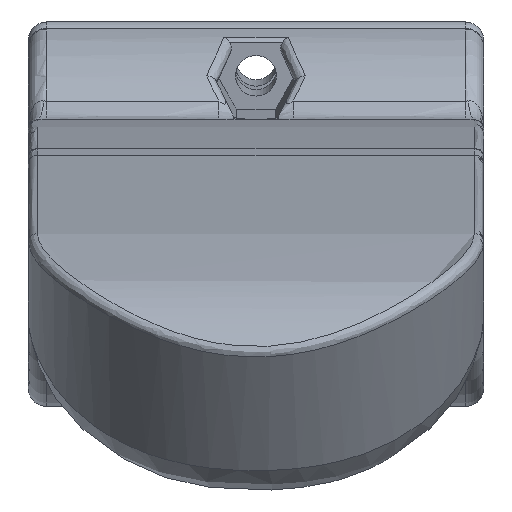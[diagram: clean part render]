
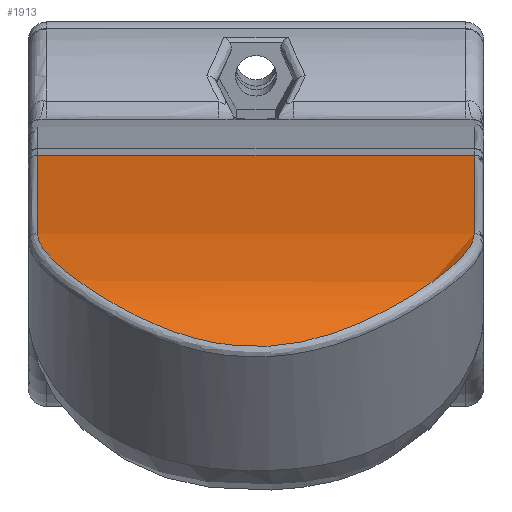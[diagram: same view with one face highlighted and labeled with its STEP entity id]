
A CAD part, top view. The second image highlights one B-rep face of the part: STEP entity #1913.
In plain terms, the highlighted free-form (B-spline) face has degree [5, 1] with [15, 2] control points.
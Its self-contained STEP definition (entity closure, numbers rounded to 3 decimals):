
#169=LINE('',#5269,#237);
#237=VECTOR('',#2434,10.);
#261=(
BOUNDED_SURFACE()
B_SPLINE_SURFACE(5,1,((#5239,#5240),(#5241,#5242),(#5243,#5244),(#5245,
#5246),(#5247,#5248),(#5249,#5250),(#5251,#5252),(#5253,#5254),(#5255,#5256),
(#5257,#5258),(#5259,#5260),(#5261,#5262),(#5263,#5264),(#5265,#5266),(#5267,
#5268)),.UNSPECIFIED.,.F.,.F.,.F.)
B_SPLINE_SURFACE_WITH_KNOTS((6,1,1,1,1,1,1,1,1,1,6),(2,2),(0.037,
0.1,0.2,0.3,0.4,0.5,0.6,0.7,0.8,0.9,1.),(0.,5.),.UNSPECIFIED.)
GEOMETRIC_REPRESENTATION_ITEM()
RATIONAL_B_SPLINE_SURFACE(((1.,1.),(1.,1.),(1.,1.),(1.,1.),(1.,1.),(1.,
1.),(1.,1.),(1.,1.),(1.,1.),(1.,1.),(1.,1.),(1.,1.),(1.,1.),(1.,1.),(1.,
1.)))
REPRESENTATION_ITEM('')
SURFACE()
);
#351=FACE_OUTER_BOUND('',#482,.T.);
#482=EDGE_LOOP('',(#1628,#1629,#1630,#1631));
#720=B_SPLINE_CURVE_WITH_KNOTS('',3,(#5089,#5090,#5091,#5092,#5093,#5094),
 .UNSPECIFIED.,.F.,.F.,(4,1,1,4),(0.,1.657,
2.761,3.866),.UNSPECIFIED.);
#721=B_SPLINE_CURVE_WITH_KNOTS('',3,(#5187,#5188,#5189,#5190,#5191,#5192,
#5193,#5194,#5195,#5196,#5197,#5198,#5199,#5200,#5201),.UNSPECIFIED.,.F.,
 .F.,(4,1,1,1,1,1,1,1,1,1,1,1,4),(-7.727,-7.175,-6.623,
-6.071,-5.519,-4.416,-4.048,
-3.312,-2.944,-2.208,-1.656,
-1.104,0.),.UNSPECIFIED.);
#722=B_SPLINE_CURVE_WITH_KNOTS('',3,(#5233,#5234,#5235,#5236,#5237,#5238),
 .UNSPECIFIED.,.F.,.F.,(4,1,1,4),(-3.866,-2.761,-1.657,
0.),.UNSPECIFIED.);
#864=VERTEX_POINT('',#4988);
#865=VERTEX_POINT('',#5046);
#866=VERTEX_POINT('',#5088);
#867=VERTEX_POINT('',#5186);
#1122=EDGE_CURVE('',#865,#866,#720,.T.);
#1124=EDGE_CURVE('',#866,#867,#721,.T.);
#1126=EDGE_CURVE('',#867,#864,#722,.T.);
#1127=EDGE_CURVE('',#864,#865,#169,.T.);
#1628=ORIENTED_EDGE('',*,*,#1126,.F.);
#1629=ORIENTED_EDGE('',*,*,#1124,.F.);
#1630=ORIENTED_EDGE('',*,*,#1122,.F.);
#1631=ORIENTED_EDGE('',*,*,#1127,.F.);
#1913=ADVANCED_FACE('',(#351),#261,.T.);
#2434=DIRECTION('',(1.,0.,0.));
#4988=CARTESIAN_POINT('',(1.,1.915,59.956));
#5046=CARTESIAN_POINT('',(49.,1.915,59.956));
#5088=CARTESIAN_POINT('',(49.,-6.747,97.683));
#5089=CARTESIAN_POINT('Ctrl Pts',(49.,1.915,59.956));
#5090=CARTESIAN_POINT('Ctrl Pts',(49.,0.766,65.36));
#5091=CARTESIAN_POINT('Ctrl Pts',(49.,-1.171,74.37));
#5092=CARTESIAN_POINT('Ctrl Pts',(49.,-4.124,86.925));
#5093=CARTESIAN_POINT('Ctrl Pts',(49.,-5.801,94.1));
#5094=CARTESIAN_POINT('Ctrl Pts',(49.,-6.747,97.683));
#5186=CARTESIAN_POINT('',(1.,-6.747,97.683));
#5187=CARTESIAN_POINT('Ctrl Pts',(49.,-6.747,97.683));
#5188=CARTESIAN_POINT('Ctrl Pts',(49.,-7.22,99.473));
#5189=CARTESIAN_POINT('Ctrl Pts',(48.655,-8.228,103.046));
#5190=CARTESIAN_POINT('Ctrl Pts',(47.032,-10.049,108.135));
#5191=CARTESIAN_POINT('Ctrl Pts',(44.245,-12.244,112.579));
#5192=CARTESIAN_POINT('Ctrl Pts',(39.093,-15.533,117.127));
#5193=CARTESIAN_POINT('Ctrl Pts',(32.918,-18.303,119.05));
#5194=CARTESIAN_POINT('Ctrl Pts',(25.632,-19.405,119.687));
#5195=CARTESIAN_POINT('Ctrl Pts',(20.678,-19.019,119.483));
#5196=CARTESIAN_POINT('Ctrl Pts',(14.84,-17.301,118.357));
#5197=CARTESIAN_POINT('Ctrl Pts',(10.046,-14.981,116.364));
#5198=CARTESIAN_POINT('Ctrl Pts',(5.756,-12.245,112.582));
#5199=CARTESIAN_POINT('Ctrl Pts',(2.038,-9.314,106.647));
#5200=CARTESIAN_POINT('Ctrl Pts',(1.,-7.693,101.262));
#5201=CARTESIAN_POINT('Ctrl Pts',(1.,-6.747,97.683));
#5233=CARTESIAN_POINT('Ctrl Pts',(1.,-6.747,97.683));
#5234=CARTESIAN_POINT('Ctrl Pts',(1.,-5.801,94.1));
#5235=CARTESIAN_POINT('Ctrl Pts',(1.,-4.124,86.925));
#5236=CARTESIAN_POINT('Ctrl Pts',(1.,-1.171,74.37));
#5237=CARTESIAN_POINT('Ctrl Pts',(1.,0.766,65.36));
#5238=CARTESIAN_POINT('Ctrl Pts',(1.,1.915,59.956));
#5239=CARTESIAN_POINT('Ctrl Pts',(0.,1.915,59.956));
#5240=CARTESIAN_POINT('Ctrl Pts',(50.,1.915,59.956));
#5241=CARTESIAN_POINT('Ctrl Pts',(0.,1.678,61.072));
#5242=CARTESIAN_POINT('Ctrl Pts',(50.,1.678,61.072));
#5243=CARTESIAN_POINT('Ctrl Pts',(0.,1.09,63.827));
#5244=CARTESIAN_POINT('Ctrl Pts',(50.,1.09,63.827));
#5245=CARTESIAN_POINT('Ctrl Pts',(0.,0.239,67.788));
#5246=CARTESIAN_POINT('Ctrl Pts',(50.,0.239,67.788));
#5247=CARTESIAN_POINT('Ctrl Pts',(0.,-0.754,72.333));
#5248=CARTESIAN_POINT('Ctrl Pts',(50.,-0.754,72.333));
#5249=CARTESIAN_POINT('Ctrl Pts',(0.,-1.855,77.212));
#5250=CARTESIAN_POINT('Ctrl Pts',(50.,-1.855,77.212));
#5251=CARTESIAN_POINT('Ctrl Pts',(0.,-3.063,82.447));
#5252=CARTESIAN_POINT('Ctrl Pts',(50.,-3.063,82.447));
#5253=CARTESIAN_POINT('Ctrl Pts',(0.,-4.501,88.513));
#5254=CARTESIAN_POINT('Ctrl Pts',(50.,-4.501,88.513));
#5255=CARTESIAN_POINT('Ctrl Pts',(0.,-6.153,95.584));
#5256=CARTESIAN_POINT('Ctrl Pts',(50.,-6.153,95.584));
#5257=CARTESIAN_POINT('Ctrl Pts',(0.,-8.129,103.133));
#5258=CARTESIAN_POINT('Ctrl Pts',(50.,-8.129,103.133));
#5259=CARTESIAN_POINT('Ctrl Pts',(0.,-10.777,110.376));
#5260=CARTESIAN_POINT('Ctrl Pts',(50.,-10.777,110.376));
#5261=CARTESIAN_POINT('Ctrl Pts',(0.,-13.74,115.217));
#5262=CARTESIAN_POINT('Ctrl Pts',(50.,-13.74,115.217));
#5263=CARTESIAN_POINT('Ctrl Pts',(0.,-16.594,117.981));
#5264=CARTESIAN_POINT('Ctrl Pts',(50.,-16.594,117.981));
#5265=CARTESIAN_POINT('Ctrl Pts',(0.,-18.8,119.394));
#5266=CARTESIAN_POINT('Ctrl Pts',(50.,-18.8,119.394));
#5267=CARTESIAN_POINT('Ctrl Pts',(0.,-19.978,119.992));
#5268=CARTESIAN_POINT('Ctrl Pts',(50.,-19.978,119.992));
#5269=CARTESIAN_POINT('',(0.,1.915,59.956));
